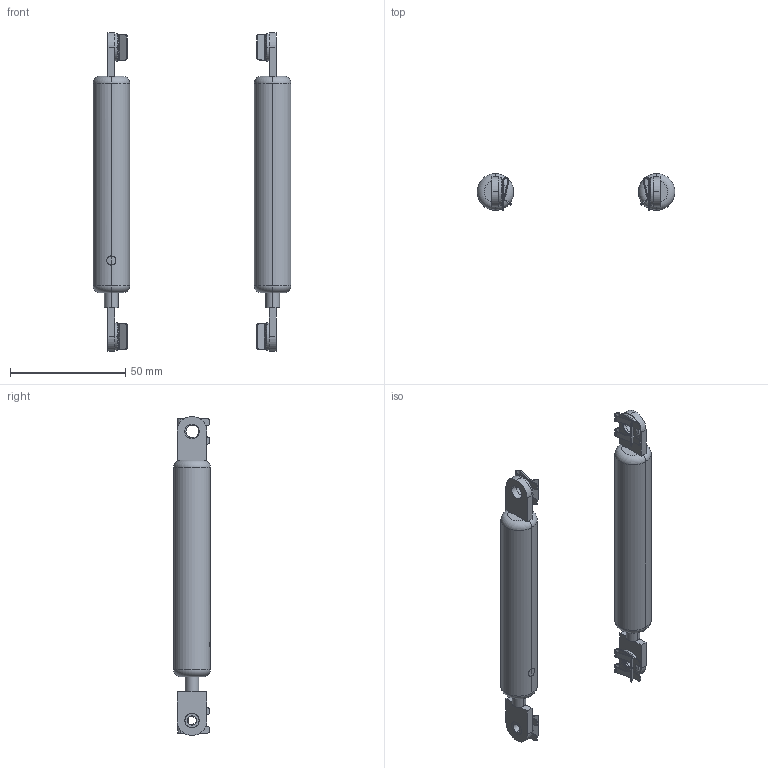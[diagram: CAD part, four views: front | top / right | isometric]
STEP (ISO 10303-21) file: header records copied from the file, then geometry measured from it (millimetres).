
FILE_DESCRIPTION (( 'STEP AP214' ), '1' );
FILE_NAME ('INGUN_39400.STEP', '2020-12-01T13:42:44', ( '' ), ( '' ), 'SwSTEP 2.0', 'SolidWorks 2018', '' );
FILE_SCHEMA (( 'AUTOMOTIVE_DESIGN' ));
Length unit declared in the file: millimetre
Products named in the file (11): DIN125~n_06,4 M06,0 Fase; 30618~4_S; DIN125~n_04,3 M04,0; 49317~0; INGUN_39400; K_02037~0; K_02037~0_Standard ohne Dyn Punkt<Standard>; K_02038~0; 4971~0; 31788~1_Einbau 125,5 mm<Standard>; 37967~1_Einbau min 125,5  <Standard>
Assembly tree (20 placements, depth 3):
  INGUN_39400
    37967~1_Einbau min 125,5  <Standard>
      K_02037~0
      K_02038~0
    31788~1_Einbau 125,5 mm<Standard>
      K_02037~0_Standard ohne Dyn Punkt<Standard>
      K_02038~0
    DIN125~n_06,4 M06,0 Fase  x4
    49317~0  x4
    4971~0  x2
    DIN125~n_04,3 M04,0  x2
    30618~4_S  x2
Bounding box: 85.8 x 15.8 x 138.5 mm (x, y, z)
Volume: 44417.1 mm3; surface area: 18732.3 mm2
Topology: 18 solids, 18 shells, 336 faces, 890 edges, 582 vertices
Faces by surface type: cylinder 154, plane 142, bspline 24, torus 8, cone 8
Entity records: 4933 total; most frequent: CARTESIAN_POINT 919, DIRECTION 819, ORIENTED_EDGE 714, EDGE_CURVE 357, AXIS2_PLACEMENT_3D 317, VERTEX_POINT 230, LINE 185, VECTOR 185
